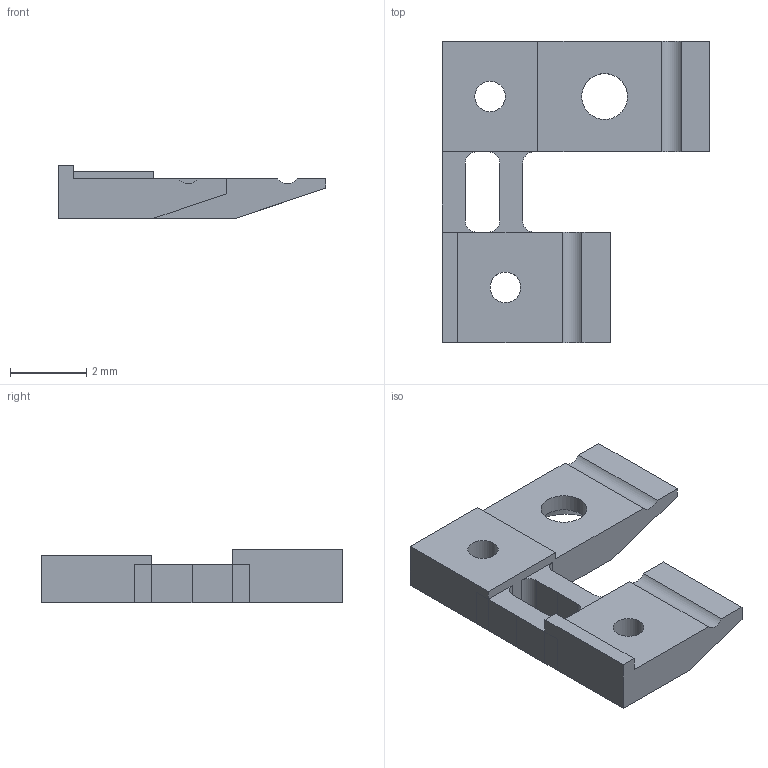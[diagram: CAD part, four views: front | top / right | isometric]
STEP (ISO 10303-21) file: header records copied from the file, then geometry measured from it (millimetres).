
FILE_DESCRIPTION(('FreeCAD Model'),'2;1');
FILE_NAME('Open CASCADE Shape Model','2022-04-04T16:50:37',('Author'),( ''),'Open CASCADE STEP processor 7.5','FreeCAD','Unknown');
FILE_SCHEMA(('AUTOMOTIVE_DESIGN { 1 0 10303 214 1 1 1 1 }'));
Length unit declared in the file: millimetre
Products named in the file (1): cnc 630 sprued
Bounding box: 7 x 7.9 x 1.4 mm (x, y, z)
Volume: 31.2 mm3; surface area: 115.2 mm2
Topology: 1 solids, 1 shells, 48 faces, 136 edges, 87 vertices
Faces by surface type: plane 36, cylinder 11, cone 1
Full cylindrical faces by diameter (mm): 0.8 x2, 1.2 x1
Entity records: 3358 total; most frequent: CARTESIAN_POINT 662, DIRECTION 488, LINE 303, VECTOR 303, ORIENTED_EDGE 272, PCURVE 272, DEFINITIONAL_REPRESENTATION 272, EDGE_CURVE 136
